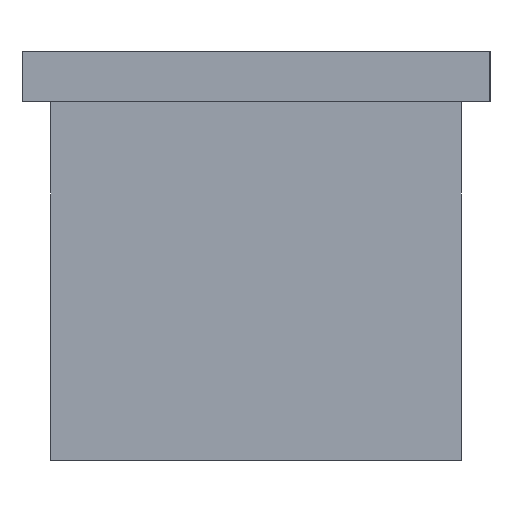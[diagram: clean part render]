
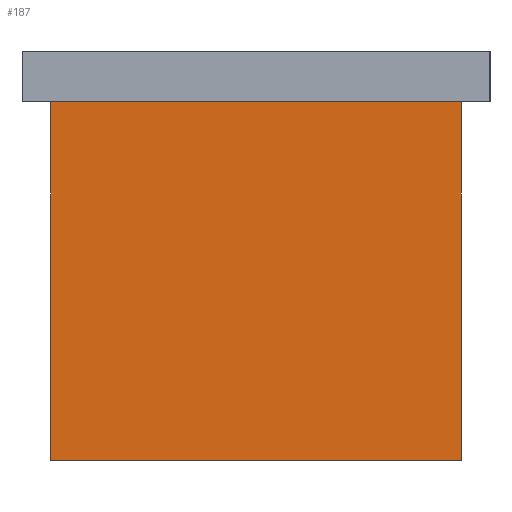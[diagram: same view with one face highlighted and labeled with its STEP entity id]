
A CAD part, left-side view. The second image highlights one B-rep face of the part: STEP entity #187.
In plain terms, the highlighted planar face has unit normal (-1, 0, 0).
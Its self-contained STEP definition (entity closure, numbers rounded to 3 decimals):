
#17=FACE_OUTER_BOUND('',#28,.T.);
#28=EDGE_LOOP('',(#131,#132,#133,#134));
#40=LINE('',#276,#64);
#43=LINE('',#282,#67);
#44=LINE('',#284,#68);
#45=LINE('',#285,#69);
#64=VECTOR('',#227,10.);
#67=VECTOR('',#232,10.);
#68=VECTOR('',#233,10.);
#69=VECTOR('',#234,10.);
#87=VERTEX_POINT('',#272);
#89=VERTEX_POINT('',#275);
#91=VERTEX_POINT('',#281);
#92=VERTEX_POINT('',#283);
#104=EDGE_CURVE('',#89,#87,#40,.T.);
#107=EDGE_CURVE('',#91,#87,#43,.T.);
#108=EDGE_CURVE('',#92,#91,#44,.T.);
#109=EDGE_CURVE('',#89,#92,#45,.T.);
#131=ORIENTED_EDGE('',*,*,#104,.T.);
#132=ORIENTED_EDGE('',*,*,#107,.F.);
#133=ORIENTED_EDGE('',*,*,#108,.F.);
#134=ORIENTED_EDGE('',*,*,#109,.F.);
#176=PLANE('',#212);
#187=ADVANCED_FACE('',(#17),#176,.T.);
#212=AXIS2_PLACEMENT_3D('',#280,#230,#231);
#227=DIRECTION('',(0.,0.,-1.));
#230=DIRECTION('center_axis',(-1.,0.,0.));
#231=DIRECTION('ref_axis',(0.,1.,0.));
#232=DIRECTION('',(0.,1.,0.));
#233=DIRECTION('',(0.,0.,-1.));
#234=DIRECTION('',(0.,-1.,0.));
#272=CARTESIAN_POINT('',(94.,93.,150.));
#275=CARTESIAN_POINT('',(94.,93.,200.));
#276=CARTESIAN_POINT('',(94.,93.,187.5));
#280=CARTESIAN_POINT('Origin',(94.,35.7,200.));
#281=CARTESIAN_POINT('',(94.,35.7,150.));
#282=CARTESIAN_POINT('',(94.,35.7,150.));
#283=CARTESIAN_POINT('',(94.,35.7,200.));
#284=CARTESIAN_POINT('',(94.,35.7,200.));
#285=CARTESIAN_POINT('',(94.,50.025,200.));
